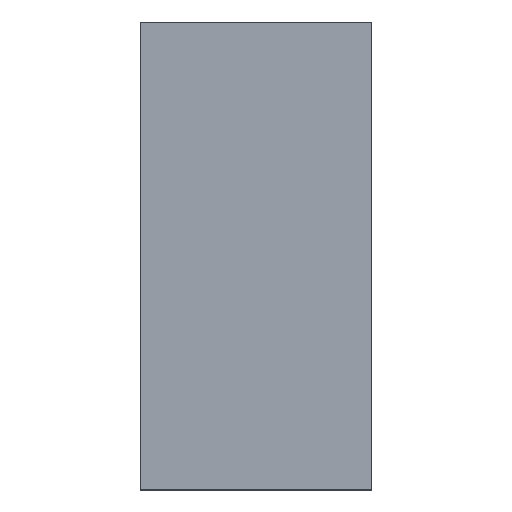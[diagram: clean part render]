
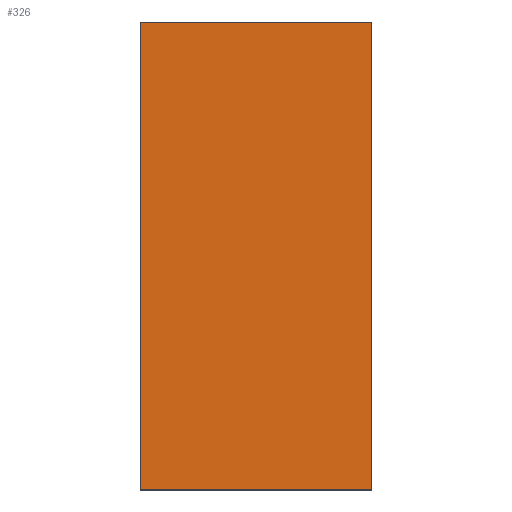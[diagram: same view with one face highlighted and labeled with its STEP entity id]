
A CAD part, top view. The second image highlights one B-rep face of the part: STEP entity #326.
In plain terms, the highlighted planar face has unit normal (0, 0, 1).
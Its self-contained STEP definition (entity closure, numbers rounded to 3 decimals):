
#318=AXIS2_PLACEMENT_3D('Plane Axis2P3D',#315,#316,#317) ;
#124=CARTESIAN_POINT('Vertex',(4.85,9.8,3.135)) ;
#127=CARTESIAN_POINT('Line Origine',(4.85,4.9,3.135)) ;
#131=CARTESIAN_POINT('Vertex',(4.85,0.,3.135)) ;
#158=CARTESIAN_POINT('Line Origine',(2.425,0.,3.135)) ;
#162=CARTESIAN_POINT('Vertex',(0.,0.,3.135)) ;
#189=CARTESIAN_POINT('Line Origine',(0.,4.9,3.135)) ;
#193=CARTESIAN_POINT('Vertex',(0.,9.8,3.135)) ;
#220=CARTESIAN_POINT('Line Origine',(2.425,9.8,3.135)) ;
#315=CARTESIAN_POINT('Axis2P3D Location',(2.425,9.8,3.135)) ;
#128=DIRECTION('Vector Direction',(0.,-1.,0.)) ;
#159=DIRECTION('Vector Direction',(1.,0.,0.)) ;
#190=DIRECTION('Vector Direction',(0.,-1.,0.)) ;
#221=DIRECTION('Vector Direction',(1.,0.,0.)) ;
#316=DIRECTION('Axis2P3D Direction',(0.,0.,1.)) ;
#317=DIRECTION('Axis2P3D XDirection',(0.,-1.,0.)) ;
#129=VECTOR('Line Direction',#128,1.) ;
#160=VECTOR('Line Direction',#159,1.) ;
#191=VECTOR('Line Direction',#190,1.) ;
#222=VECTOR('Line Direction',#221,1.) ;
#321=ORIENTED_EDGE('',*,*,#133,.T.) ;
#322=ORIENTED_EDGE('',*,*,#224,.F.) ;
#323=ORIENTED_EDGE('',*,*,#195,.F.) ;
#324=ORIENTED_EDGE('',*,*,#164,.T.) ;
#326=ADVANCED_FACE('S3D - gedreht',(#325),#319,.T.) ;
#133=EDGE_CURVE('',#132,#125,#130,.F.) ;
#164=EDGE_CURVE('',#163,#132,#161,.T.) ;
#195=EDGE_CURVE('',#163,#194,#192,.F.) ;
#224=EDGE_CURVE('',#194,#125,#223,.T.) ;
#320=EDGE_LOOP('',(#321,#322,#323,#324)) ;
#325=FACE_OUTER_BOUND('',#320,.T.) ;
#130=LINE('Line',#127,#129) ;
#161=LINE('Line',#158,#160) ;
#192=LINE('Line',#189,#191) ;
#223=LINE('Line',#220,#222) ;
#319=PLANE('',#318) ;
#125=VERTEX_POINT('',#124) ;
#132=VERTEX_POINT('',#131) ;
#163=VERTEX_POINT('',#162) ;
#194=VERTEX_POINT('',#193) ;
